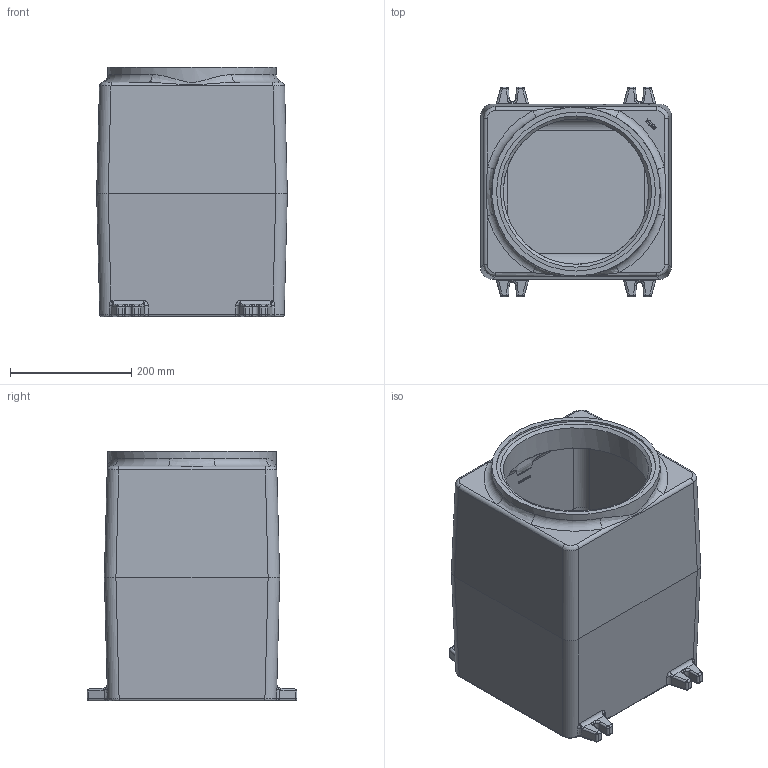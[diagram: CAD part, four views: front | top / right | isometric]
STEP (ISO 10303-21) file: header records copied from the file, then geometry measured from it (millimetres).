
FILE_DESCRIPTION(/* description */ ('GRHA BOX AS MACHINED'),/* implementation_level */ '2;1');
FILE_NAME(/* name */ 'KIL_GRHAB.stp',/* time_stamp */ '2017-12-20T22:04:45+06:00',/* author */ ('ypadmaraja'),/* organization */ (''),/* preprocessor_version */ 'ST-DEVELOPER v16.13',/* originating_system */ 'Autodesk Inventor 2018',/* authorisation */ '');
FILE_SCHEMA (('AUTOMOTIVE_DESIGN { 1 0 10303 214 3 1 1 }'));
Length unit declared in the file: inch
Products named in the file (1): 17814
Bounding box: 314.4 x 346.07 x 411.16 mm (x, y, z)
Volume: 11590326.2 mm3; surface area: 1033615.3 mm2
Topology: 1 solids, 1 shells, 672 faces, 1612 edges, 952 vertices
Faces by surface type: plane 218, cylinder 203, bspline 172, sphere 40, torus 27, cone 12
Full cylindrical faces by diameter (mm): 2.184 x8, 3.683 x1, 239.712 x1, 261.925 x1, 277.812 x1
Entity records: 34392 total; most frequent: CARTESIAN_POINT 19509, ORIENTED_EDGE 3114, DIRECTION 2881, EDGE_CURVE 1557, AXIS2_PLACEMENT_3D 1051, VERTEX_POINT 933, LINE 779, VECTOR 779
